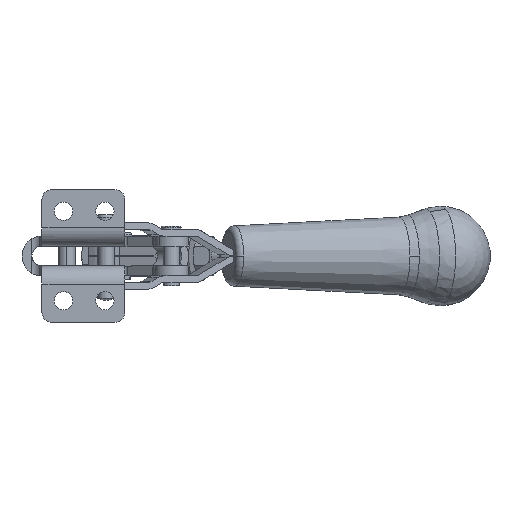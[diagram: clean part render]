
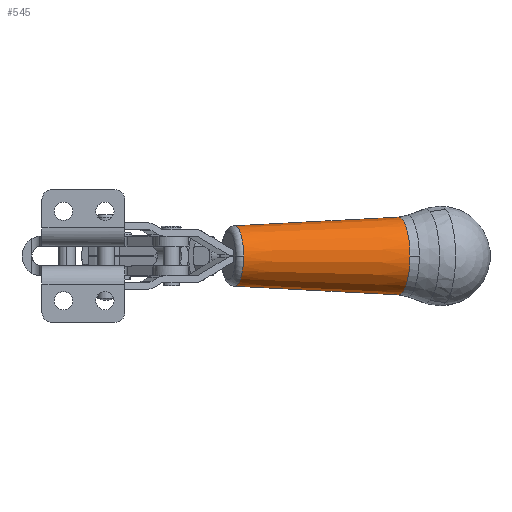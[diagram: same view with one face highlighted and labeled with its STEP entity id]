
A CAD part, front view. The second image highlights one B-rep face of the part: STEP entity #545.
In plain terms, the highlighted conical face has half-angle 2.876 degrees and reference radius 10.383 mm.
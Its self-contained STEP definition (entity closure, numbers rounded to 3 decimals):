
#450=CARTESIAN_POINT('',(35.159,17.697,-3.));
#451=VERTEX_POINT('',#450);
#477=CARTESIAN_POINT('',(32.424,26.371,-12.095));
#478=VERTEX_POINT('',#477);
#486=CARTESIAN_POINT('',(32.424,26.371,-3.));
#487=DIRECTION('',(-0.954,-0.301,0.0));
#488=DIRECTION('',(0.0,0.0,-1.0));
#489=AXIS2_PLACEMENT_3D('',#486,#487,#488);
#490=CIRCLE('',#489,9.095);
#491=EDGE_CURVE('',#478,#451,#490,.T.);
#496=CARTESIAN_POINT('',(56.863,34.077,-3.));
#497=DIRECTION('',(0.954,0.301,0.));
#498=DIRECTION('',(0.,0.,1.0));
#499=AXIS2_PLACEMENT_3D('',#496,#497,#498);
#500=CONICAL_SURFACE('',#499,10.383,2.876);
#501=CARTESIAN_POINT('',(32.424,26.371,6.095));
#502=VERTEX_POINT('',#501);
#503=CARTESIAN_POINT('',(81.774,41.931,8.695));
#504=VERTEX_POINT('',#503);
#505=CARTESIAN_POINT('',(32.424,26.371,6.095));
#506=DIRECTION('',(0.953,0.3,0.05));
#507=VECTOR('',#506,51.811);
#508=LINE('',#505,#507);
#509=EDGE_CURVE('',#502,#504,#508,.T.);
#510=ORIENTED_EDGE('',*,*,#509,.F.);
#511=CARTESIAN_POINT('',(32.424,26.371,-3.));
#512=DIRECTION('',(-0.954,-0.301,0.0));
#513=DIRECTION('',(0.0,0.0,-1.0));
#514=AXIS2_PLACEMENT_3D('',#511,#512,#513);
#515=CIRCLE('',#514,9.095);
#516=EDGE_CURVE('',#451,#502,#515,.T.);
#517=ORIENTED_EDGE('',*,*,#516,.F.);
#518=ORIENTED_EDGE('',*,*,#491,.F.);
#519=CARTESIAN_POINT('',(81.774,41.931,-14.695));
#520=VERTEX_POINT('',#519);
#521=CARTESIAN_POINT('',(81.774,41.931,-14.695));
#522=DIRECTION('',(-0.953,-0.3,0.05));
#523=VECTOR('',#522,51.811);
#524=LINE('',#521,#523);
#525=EDGE_CURVE('',#520,#478,#524,.T.);
#526=ORIENTED_EDGE('',*,*,#525,.F.);
#527=CARTESIAN_POINT('',(85.291,30.778,-3.));
#528=VERTEX_POINT('',#527);
#529=CARTESIAN_POINT('',(81.774,41.931,-3.));
#530=DIRECTION('',(0.954,0.301,0.0));
#531=DIRECTION('',(0.0,0.0,-1.0));
#532=AXIS2_PLACEMENT_3D('',#529,#530,#531);
#533=CIRCLE('',#532,11.695);
#534=EDGE_CURVE('',#528,#520,#533,.T.);
#535=ORIENTED_EDGE('',*,*,#534,.F.);
#536=CARTESIAN_POINT('',(81.774,41.931,-3.));
#537=DIRECTION('',(0.954,0.301,0.0));
#538=DIRECTION('',(0.0,0.0,-1.0));
#539=AXIS2_PLACEMENT_3D('',#536,#537,#538);
#540=CIRCLE('',#539,11.695);
#541=EDGE_CURVE('',#504,#528,#540,.T.);
#542=ORIENTED_EDGE('',*,*,#541,.F.);
#543=EDGE_LOOP('',(#510,#517,#518,#526,#535,#542));
#544=FACE_OUTER_BOUND('',#543,.T.);
#545=ADVANCED_FACE('',(#544),#500,.T.);
